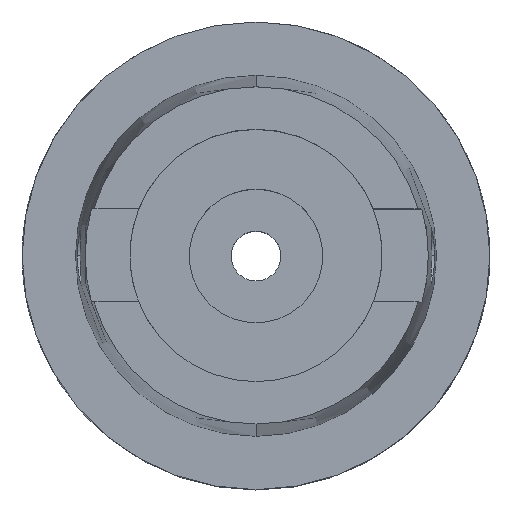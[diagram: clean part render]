
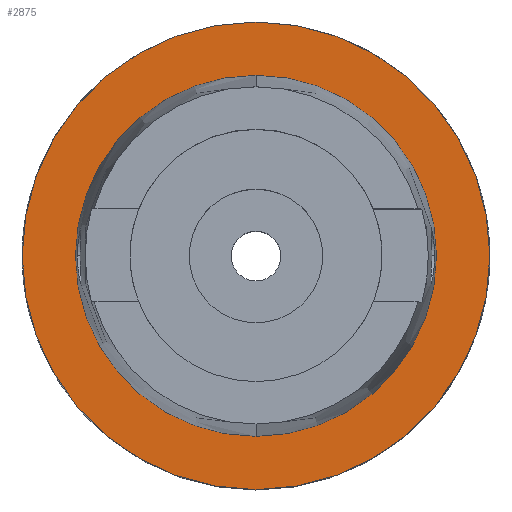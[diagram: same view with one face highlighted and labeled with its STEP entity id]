
A CAD part, top view. The second image highlights one B-rep face of the part: STEP entity #2875.
In plain terms, the highlighted planar face has unit normal (0, 0, 1).
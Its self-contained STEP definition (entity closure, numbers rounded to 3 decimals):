
#599=CARTESIAN_POINT('',(0.,0.,0.));
#600=DIRECTION('',(0.,0.,-1.));
#601=DIRECTION('',(0.,-1.,0.));
#602=AXIS2_PLACEMENT_3D('',#599,#600,#601);
#607=CARTESIAN_POINT('',(0.,0.,0.));
#608=DIRECTION('',(0.,0.,-1.));
#609=DIRECTION('',(0.,1.,0.));
#610=AXIS2_PLACEMENT_3D('',#607,#608,#609);
#615=CARTESIAN_POINT('',(0.,0.,0.));
#616=DIRECTION('',(0.,0.,1.));
#617=DIRECTION('',(0.,-1.,0.));
#618=AXIS2_PLACEMENT_3D('',#615,#616,#617);
#623=CARTESIAN_POINT('',(0.,0.,0.));
#624=DIRECTION('',(0.,0.,1.));
#625=DIRECTION('',(0.,1.,0.));
#626=AXIS2_PLACEMENT_3D('',#623,#624,#625);
#2231=CARTESIAN_POINT('',(0.,24.315,0.));
#2232=VERTEX_POINT('',#2231);
#2233=CARTESIAN_POINT('',(0.,-24.315,0.));
#2234=VERTEX_POINT('',#2233);
#2237=CARTESIAN_POINT('',(0.,-31.5,0.));
#2238=CARTESIAN_POINT('',(0.,31.5,0.));
#2239=VERTEX_POINT('',#2237);
#2240=VERTEX_POINT('',#2238);
#2860=CARTESIAN_POINT('',(0.,0.,0.));
#2861=DIRECTION('',(0.,0.,-1.));
#2862=DIRECTION('',(0.,-1.,0.));
#2863=AXIS2_PLACEMENT_3D('',#2860,#2861,#2862);
#2864=PLANE('',#2863);
#2866=ORIENTED_EDGE('',*,*,#2865,.T.);
#2868=ORIENTED_EDGE('',*,*,#2867,.T.);
#2869=EDGE_LOOP('',(#2866,#2868));
#2870=FACE_OUTER_BOUND('',#2869,.F.);
#2871=ORIENTED_EDGE('',*,*,#2848,.T.);
#2872=ORIENTED_EDGE('',*,*,#2785,.T.);
#2873=EDGE_LOOP('',(#2871,#2872));
#2874=FACE_BOUND('',#2873,.F.);
#603=CIRCLE('',#602,31.5);
#611=CIRCLE('',#610,31.5);
#619=CIRCLE('',#618,24.315);
#627=CIRCLE('',#626,24.315);
#2785=EDGE_CURVE('',#2232,#2234,#627,.T.);
#2848=EDGE_CURVE('',#2234,#2232,#619,.T.);
#2865=EDGE_CURVE('',#2239,#2240,#603,.T.);
#2867=EDGE_CURVE('',#2240,#2239,#611,.T.);
#2875=ADVANCED_FACE('',(#2870,#2874),#2864,.F.);
